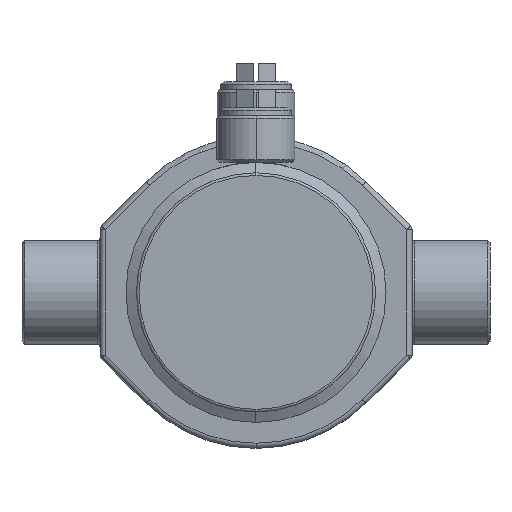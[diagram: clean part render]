
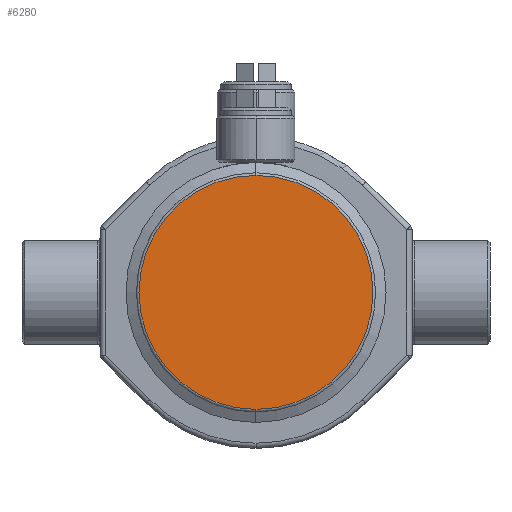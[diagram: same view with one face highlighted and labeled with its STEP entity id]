
A CAD part, left-side view. The second image highlights one B-rep face of the part: STEP entity #6280.
In plain terms, the highlighted planar face has unit normal (-1, 0, 0).
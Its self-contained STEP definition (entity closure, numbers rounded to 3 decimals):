
#360 = DIRECTION ( 'NONE',  ( 0., 0., 1. ) ) ;
#937 = AXIS2_PLACEMENT_3D ( 'NONE', #1386, #6840, #3787 ) ;
#1347 = CARTESIAN_POINT ( 'NONE',  ( -10., 0., 0. ) ) ;
#1386 = CARTESIAN_POINT ( 'NONE',  ( -10., 0., 0. ) ) ;
#2564 = FACE_OUTER_BOUND ( 'NONE', #4699, .T. ) ;
#3070 = VERTEX_POINT ( 'NONE', #9862 ) ;
#3787 = DIRECTION ( 'NONE',  ( 0., 0., 1. ) ) ;
#3810 = DIRECTION ( 'NONE',  ( -1., 0., 0. ) ) ;
#4359 = AXIS2_PLACEMENT_3D ( 'NONE', #1347, #3810, #5265 ) ;
#4440 = EDGE_CURVE ( 'NONE', #3070, #5294, #9652, .T. ) ;
#4699 = EDGE_LOOP ( 'NONE', ( #6381, #6866 ) ) ;
#5034 = CARTESIAN_POINT ( 'NONE',  ( -10., 0., 45. ) ) ;
#5265 = DIRECTION ( 'NONE',  ( 0., 0., 1. ) ) ;
#5294 = VERTEX_POINT ( 'NONE', #9222 ) ;
#5553 = AXIS2_PLACEMENT_3D ( 'NONE', #5034, #8985, #360 ) ;
#6280 = ADVANCED_FACE ( 'NONE', ( #2564 ), #6581, .T. ) ;
#6381 = ORIENTED_EDGE ( 'NONE', *, *, #4440, .T. ) ;
#6581 = PLANE ( 'NONE',  #5553 ) ;
#6840 = DIRECTION ( 'NONE',  ( -1., 0., 0. ) ) ;
#6866 = ORIENTED_EDGE ( 'NONE', *, *, #7696, .T. ) ;
#7696 = EDGE_CURVE ( 'NONE', #5294, #3070, #9488, .T. ) ;
#8985 = DIRECTION ( 'NONE',  ( -1., 0., 0. ) ) ;
#9222 = CARTESIAN_POINT ( 'NONE',  ( -10., 0., -45. ) ) ;
#9488 = CIRCLE ( 'NONE', #937, 45. ) ;
#9652 = CIRCLE ( 'NONE', #4359, 45. ) ;
#9862 = CARTESIAN_POINT ( 'NONE',  ( -10., 0., 45. ) ) ;
